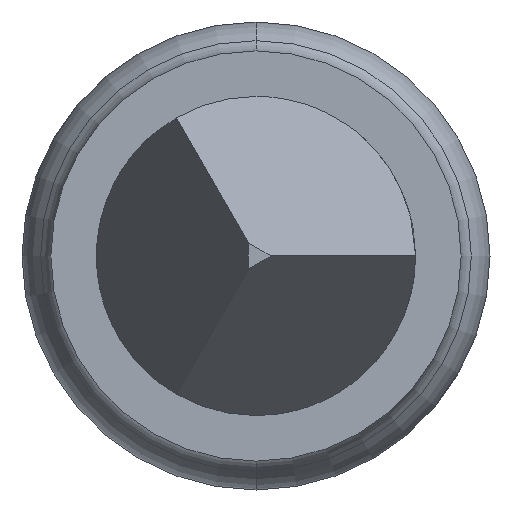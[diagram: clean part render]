
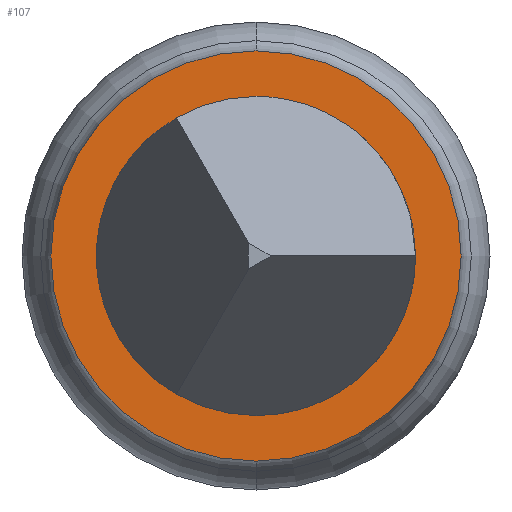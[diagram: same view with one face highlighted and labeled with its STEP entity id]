
A CAD part, left-side view. The second image highlights one B-rep face of the part: STEP entity #107.
In plain terms, the highlighted planar face has unit normal (-1, 0, 0).
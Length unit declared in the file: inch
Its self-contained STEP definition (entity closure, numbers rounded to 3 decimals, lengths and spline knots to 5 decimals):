
#18 = VERTEX_POINT ( 'NONE', #312 ) ;
#19 = DIRECTION ( 'NONE',  ( 0., -1., 0. ) ) ;
#107 = ADVANCED_FACE ( 'NONE', ( #1283, #752 ), #1046, .T. ) ;
#127 = CARTESIAN_POINT ( 'NONE',  ( 0., 0., -0.0105 ) ) ;
#139 = CARTESIAN_POINT ( 'NONE',  ( 0., 0., 0. ) ) ;
#226 = AXIS2_PLACEMENT_3D ( 'NONE', #139, #1139, #1245 ) ;
#241 = CARTESIAN_POINT ( 'NONE',  ( 0., -0.0129, 0. ) ) ;
#245 = CARTESIAN_POINT ( 'NONE',  ( 0., 0., 0. ) ) ;
#283 = CIRCLE ( 'NONE', #226, 0.0135 ) ;
#298 = CIRCLE ( 'NONE', #978, 0.0105 ) ;
#312 = CARTESIAN_POINT ( 'NONE',  ( 0., 0., 0.0135 ) ) ;
#328 = CIRCLE ( 'NONE', #600, 0.0105 ) ;
#368 = VERTEX_POINT ( 'NONE', #984 ) ;
#388 = VERTEX_POINT ( 'NONE', #1290 ) ;
#422 = EDGE_LOOP ( 'NONE', ( #868, #552 ) ) ;
#425 = AXIS2_PLACEMENT_3D ( 'NONE', #694, #816, #906 ) ;
#479 = AXIS2_PLACEMENT_3D ( 'NONE', #241, #1050, #525 ) ;
#525 = DIRECTION ( 'NONE',  ( 0., 0., -1. ) ) ;
#552 = ORIENTED_EDGE ( 'NONE', *, *, #988, .T. ) ;
#600 = AXIS2_PLACEMENT_3D ( 'NONE', #819, #1214, #19 ) ;
#694 = CARTESIAN_POINT ( 'NONE',  ( 0., 0., 0. ) ) ;
#752 = FACE_OUTER_BOUND ( 'NONE', #422, .T. ) ;
#805 = EDGE_CURVE ( 'NONE', #388, #18, #1065, .T. ) ;
#816 = DIRECTION ( 'NONE',  ( -1., 0., 0. ) ) ;
#819 = CARTESIAN_POINT ( 'NONE',  ( 0., 0., 0. ) ) ;
#835 = VERTEX_POINT ( 'NONE', #127 ) ;
#868 = ORIENTED_EDGE ( 'NONE', *, *, #805, .T. ) ;
#906 = DIRECTION ( 'NONE',  ( 0., 0., -1. ) ) ;
#957 = DIRECTION ( 'NONE',  ( 1., 0., 0. ) ) ;
#978 = AXIS2_PLACEMENT_3D ( 'NONE', #245, #957, #1144 ) ;
#984 = CARTESIAN_POINT ( 'NONE',  ( 0., 0., 0.0105 ) ) ;
#988 = EDGE_CURVE ( 'NONE', #18, #388, #283, .T. ) ;
#1032 = EDGE_CURVE ( 'NONE', #835, #368, #298, .T. ) ;
#1046 = PLANE ( 'NONE',  #479 ) ;
#1050 = DIRECTION ( 'NONE',  ( -1., 0., 0. ) ) ;
#1065 = CIRCLE ( 'NONE', #425, 0.0135 ) ;
#1139 = DIRECTION ( 'NONE',  ( -1., 0., 0. ) ) ;
#1144 = DIRECTION ( 'NONE',  ( 0., -1., 0. ) ) ;
#1174 = ORIENTED_EDGE ( 'NONE', *, *, #1032, .T. ) ;
#1191 = EDGE_LOOP ( 'NONE', ( #1208, #1174 ) ) ;
#1208 = ORIENTED_EDGE ( 'NONE', *, *, #1254, .T. ) ;
#1214 = DIRECTION ( 'NONE',  ( 1., 0., 0. ) ) ;
#1245 = DIRECTION ( 'NONE',  ( 0., 0., -1. ) ) ;
#1254 = EDGE_CURVE ( 'NONE', #368, #835, #328, .T. ) ;
#1283 = FACE_BOUND ( 'NONE', #1191, .T. ) ;
#1290 = CARTESIAN_POINT ( 'NONE',  ( 0., 0., -0.0135 ) ) ;
